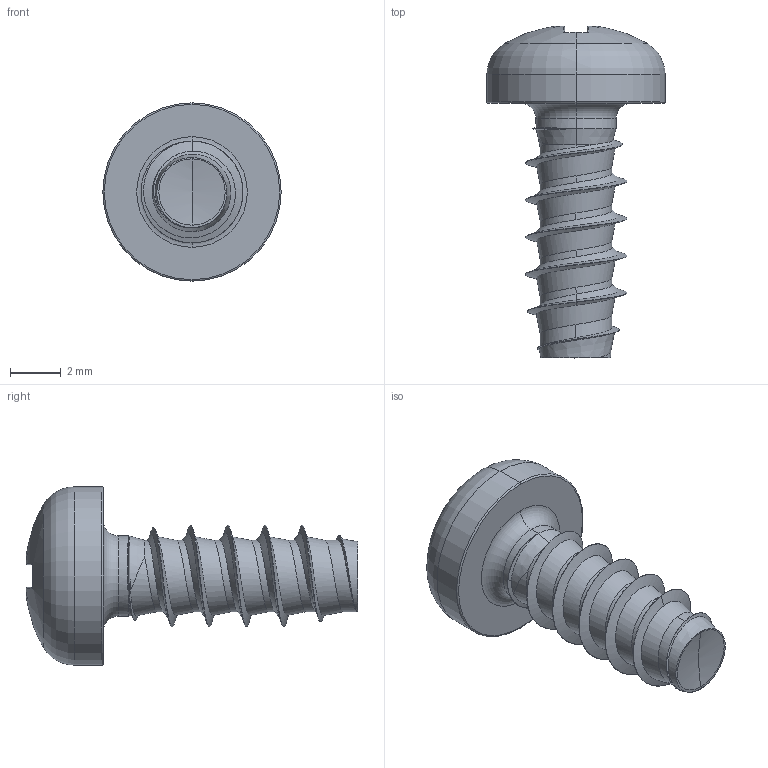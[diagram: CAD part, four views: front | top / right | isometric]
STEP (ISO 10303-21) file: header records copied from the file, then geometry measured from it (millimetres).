
FILE_DESCRIPTION (( 'STEP AP203' ), '1' );
FILE_NAME ('STP220400100.STEP', '2017-08-15T03:02:49', ( '' ), ( '' ), 'SwSTEP 2.0', 'SolidWorks 2015', '' );
FILE_SCHEMA (( 'CONFIG_CONTROL_DESIGN' ));
Length unit declared in the file: millimetre
Products named in the file (1): STP220400100
Bounding box: 7 x 13.03 x 7 mm (x, y, z)
Volume: 158.7 mm3; surface area: 270.4 mm2
Topology: 1 solids, 1 shells, 180 faces, 425 edges, 247 vertices
Faces by surface type: bspline 55, cylinder 38, plane 30, torus 28, sphere 20, cone 9
Entity records: 17933 total; most frequent: CARTESIAN_POINT 14180, ORIENTED_EDGE 846, DIRECTION 699, EDGE_CURVE 423, AXIS2_PLACEMENT_3D 308, VERTEX_POINT 247, CIRCLE 182, EDGE_LOOP 182
